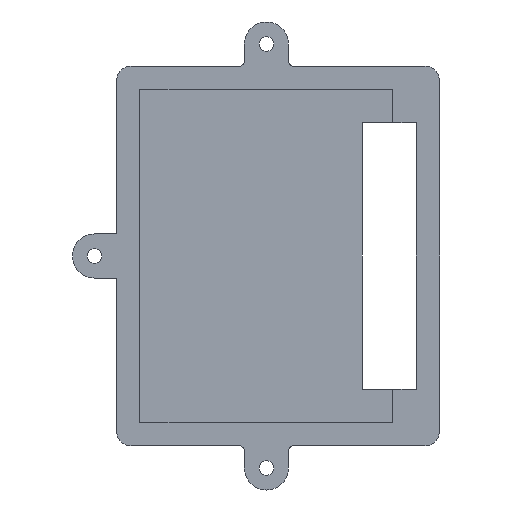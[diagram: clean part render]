
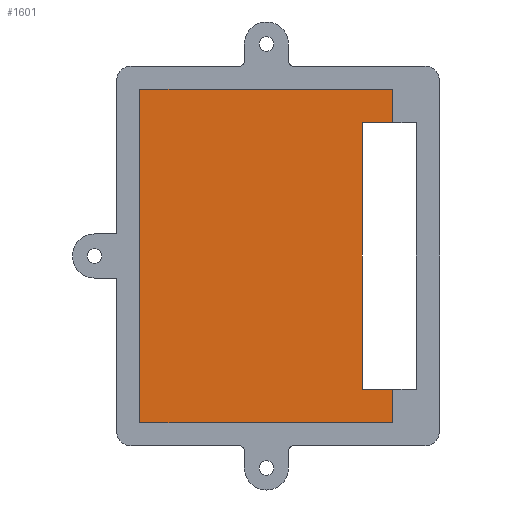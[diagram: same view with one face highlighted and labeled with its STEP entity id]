
A CAD part, front view. The second image highlights one B-rep face of the part: STEP entity #1601.
In plain terms, the highlighted planar face has unit normal (0, -1, 0).
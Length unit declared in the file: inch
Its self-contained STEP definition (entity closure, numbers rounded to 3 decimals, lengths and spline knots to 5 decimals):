
#67=PLANE('',#1796);
#162=FACE_OUTER_BOUND('',#260,.T.);
#260=EDGE_LOOP('',(#1466,#1467,#1468,#1469,#1470,#1471,#1472,#1473));
#338=LINE('',#2618,#481);
#348=LINE('',#2637,#491);
#395=LINE('',#2769,#538);
#397=LINE('',#2773,#540);
#399=LINE('',#2777,#542);
#401=LINE('',#2781,#544);
#402=LINE('',#2783,#545);
#403=LINE('',#2785,#546);
#481=VECTOR('',#2118,0.3937);
#491=VECTOR('',#2132,0.3937);
#538=VECTOR('',#2267,0.3937);
#540=VECTOR('',#2271,0.3937);
#542=VECTOR('',#2275,0.3937);
#544=VECTOR('',#2279,0.3937);
#545=VECTOR('',#2282,0.3937);
#546=VECTOR('',#2285,0.3937);
#725=VERTEX_POINT('',#2615);
#726=VERTEX_POINT('',#2617);
#732=VERTEX_POINT('',#2634);
#733=VERTEX_POINT('',#2636);
#774=VERTEX_POINT('',#2767);
#775=VERTEX_POINT('',#2771);
#776=VERTEX_POINT('',#2775);
#777=VERTEX_POINT('',#2779);
#924=EDGE_CURVE('',#726,#725,#338,.T.);
#934=EDGE_CURVE('',#733,#732,#348,.T.);
#1001=EDGE_CURVE('',#774,#732,#395,.T.);
#1003=EDGE_CURVE('',#775,#774,#397,.T.);
#1005=EDGE_CURVE('',#776,#775,#399,.T.);
#1007=EDGE_CURVE('',#777,#776,#401,.T.);
#1008=EDGE_CURVE('',#726,#777,#402,.T.);
#1009=EDGE_CURVE('',#725,#733,#403,.T.);
#1466=ORIENTED_EDGE('',*,*,#1008,.F.);
#1467=ORIENTED_EDGE('',*,*,#924,.T.);
#1468=ORIENTED_EDGE('',*,*,#1009,.T.);
#1469=ORIENTED_EDGE('',*,*,#934,.T.);
#1470=ORIENTED_EDGE('',*,*,#1001,.F.);
#1471=ORIENTED_EDGE('',*,*,#1003,.F.);
#1472=ORIENTED_EDGE('',*,*,#1005,.F.);
#1473=ORIENTED_EDGE('',*,*,#1007,.F.);
#1601=ADVANCED_FACE('',(#162),#67,.T.);
#1796=AXIS2_PLACEMENT_3D('',#2786,#2286,#2287);
#2118=DIRECTION('',(-1.,0.,0.));
#2132=DIRECTION('',(1.,0.,0.));
#2267=DIRECTION('',(0.,0.,-1.));
#2271=DIRECTION('',(1.,0.,0.));
#2275=DIRECTION('',(0.,0.,1.));
#2279=DIRECTION('',(-1.,0.,0.));
#2282=DIRECTION('',(0.,0.,-1.));
#2285=DIRECTION('',(0.,0.,1.));
#2286=DIRECTION('center_axis',(0.,-1.,0.));
#2287=DIRECTION('ref_axis',(0.,0.,-1.));
#2615=CARTESIAN_POINT('',(0.77092,-0.1875,-1.07047));
#2617=CARTESIAN_POINT('',(1.01649,-0.1875,-1.07047));
#2618=CARTESIAN_POINT('',(0.77092,-0.1875,-1.07047));
#2634=CARTESIAN_POINT('',(1.01649,-0.1875,1.07047));
#2636=CARTESIAN_POINT('',(0.77092,-0.1875,1.07047));
#2637=CARTESIAN_POINT('',(1.20399,-0.1875,1.07047));
#2767=CARTESIAN_POINT('',(1.01649,-0.1875,1.33858));
#2769=CARTESIAN_POINT('',(1.01649,-0.1875,0.66929));
#2771=CARTESIAN_POINT('',(-1.01649,-0.1875,1.33858));
#2773=CARTESIAN_POINT('',(-0.50824,-0.1875,1.33858));
#2775=CARTESIAN_POINT('',(-1.01649,-0.1875,-1.33858));
#2777=CARTESIAN_POINT('',(-1.01649,-0.1875,-0.66929));
#2779=CARTESIAN_POINT('',(1.01649,-0.1875,-1.33858));
#2781=CARTESIAN_POINT('',(0.50824,-0.1875,-1.33858));
#2783=CARTESIAN_POINT('',(1.01649,-0.1875,-0.53524));
#2785=CARTESIAN_POINT('',(0.77092,-0.1875,1.07047));
#2786=CARTESIAN_POINT('Origin',(0.,-0.1875,0.));
